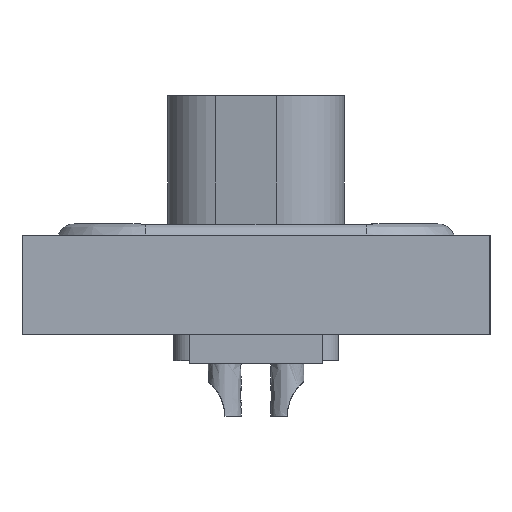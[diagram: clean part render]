
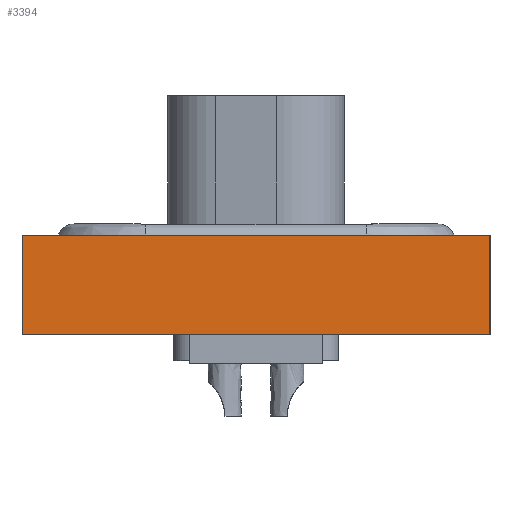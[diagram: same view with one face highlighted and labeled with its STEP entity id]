
A CAD part, left-side view. The second image highlights one B-rep face of the part: STEP entity #3394.
In plain terms, the highlighted free-form (B-spline) face has degree [1, 1] with [2, 2] control points.
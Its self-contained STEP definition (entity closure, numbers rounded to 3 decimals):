
#3326=CARTESIAN_POINT('V53',(-20.1,-15.315,
   0.9));
#3327=VERTEX_POINT('V53',#3326);
#3328=CARTESIAN_POINT('V54',(-20.1,5.885,
   0.9));
#3329=VERTEX_POINT('V54',#3328);
#3330=CARTESIAN_POINT('E78',(-20.1,-15.315,
   0.9));
#3331=CARTESIAN_POINT('E78',(-20.1,5.885,
   0.9));
#3332=B_SPLINE_CURVE_WITH_KNOTS('E78',1,(#3330,#3331),
   .POLYLINE_FORM.,.F.,.U.,(2,2),(0.0,4.711),
   .UNSPECIFIED.);
#3333=EDGE_CURVE('E78',#3327,#3329,#3332,.T.);
#3367=CARTESIAN_POINT('F29',(-20.1,5.885,
   -3.6));
#3368=CARTESIAN_POINT('F29',(-20.1,-15.315,
   -3.6));
#3369=CARTESIAN_POINT('F29',(-20.1,5.885,
   0.9));
#3370=CARTESIAN_POINT('F29',(-20.1,-15.315,
   0.9));
#3371=B_SPLINE_SURFACE_WITH_KNOTS('F29',1,1,((#3367,#3369),(#3368,
   #3370)),.PLANE_SURF.,.F.,.F.,.U.,(2,2),(2,2),(0.0,
   4.711),(0.0,1.0),.UNSPECIFIED.);
#3372=CARTESIAN_POINT('V19',(-20.1,5.885,
   -3.6));
#3373=VERTEX_POINT('V19',#3372);
#3374=CARTESIAN_POINT('V17',(-20.1,-15.315,
   -3.6));
#3375=VERTEX_POINT('V17',#3374);
#3376=CARTESIAN_POINT('E26',(-20.1,5.885,
   -3.6));
#3377=CARTESIAN_POINT('E26',(-20.1,-15.315,
   -3.6));
#3378=B_SPLINE_CURVE_WITH_KNOTS('E26',1,(#3376,#3377),
   .POLYLINE_FORM.,.F.,.U.,(2,2),(0.0,4.711),
   .UNSPECIFIED.);
#3379=EDGE_CURVE('E26',#3373,#3375,#3378,.T.);
#3380=ORIENTED_EDGE('E26',*,*,#3379,.T.);
#3381=CARTESIAN_POINT('E77',(-20.1,-15.315,
   0.9));
#3382=CARTESIAN_POINT('E77',(-20.1,-15.315,
   -3.6));
#3383=QUASI_UNIFORM_CURVE('E77',1,(#3381,#3382),.POLYLINE_FORM.,.F.,
   .U.);
#3384=EDGE_CURVE('E77',#3327,#3375,#3383,.T.);
#3385=ORIENTED_EDGE('E77',*,*,#3384,.F.);
#3386=ORIENTED_EDGE('E78',*,*,#3333,.T.);
#3387=CARTESIAN_POINT('E79',(-20.1,5.885,
   -3.6));
#3388=CARTESIAN_POINT('E79',(-20.1,5.885,
   0.9));
#3389=QUASI_UNIFORM_CURVE('E79',1,(#3387,#3388),.POLYLINE_FORM.,.F.,
   .U.);
#3390=EDGE_CURVE('E79',#3373,#3329,#3389,.T.);
#3391=ORIENTED_EDGE('E79',*,*,#3390,.F.);
#3392=EDGE_LOOP('F29',(#3380,#3385,#3386,#3391));
#3393=FACE_OUTER_BOUND('F29',#3392,.T.);
#3394=ADVANCED_FACE('F29',(#3393),#3371,.T.);
